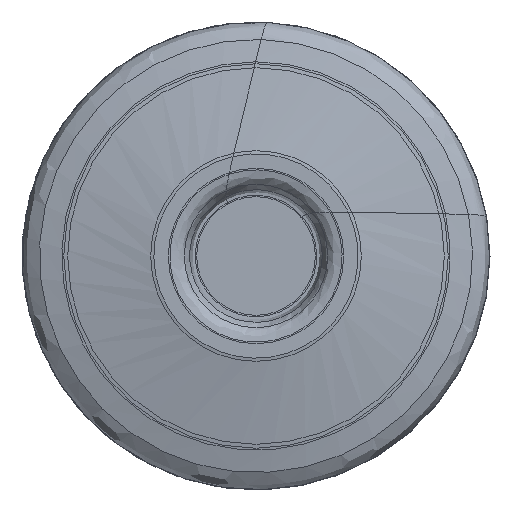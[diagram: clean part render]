
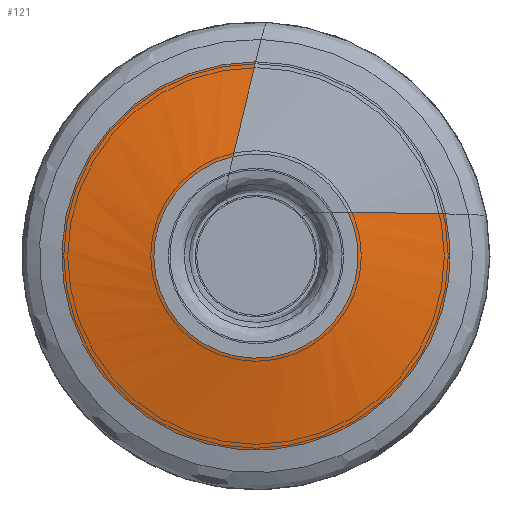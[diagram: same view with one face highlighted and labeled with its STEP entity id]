
A CAD part, left-side view. The second image highlights one B-rep face of the part: STEP entity #121.
In plain terms, the highlighted free-form (B-spline) face has degree [1, 3] with [2, 7] control points.
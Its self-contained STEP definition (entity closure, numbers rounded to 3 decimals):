
#121=ADVANCED_FACE('',(#199),#170,.F.);
#170=(
BOUNDED_SURFACE()
B_SPLINE_SURFACE(1,3,((#1131,#1132,#1133,#1134,#1135,#1136,#1137),(#1138,
#1139,#1140,#1141,#1142,#1143,#1144)),.UNSPECIFIED.,.F.,.F.,.F.)
B_SPLINE_SURFACE_WITH_KNOTS((2,2),(4,3,4),(0.,1.),(0.,0.5,1.),
 .UNSPECIFIED.)
GEOMETRIC_REPRESENTATION_ITEM()
RATIONAL_B_SPLINE_SURFACE(((1.,0.555,0.555,1.,0.555,
0.555,1.),(1.,0.555,0.555,1.,0.555,
0.555,1.)))
REPRESENTATION_ITEM('')
SURFACE()
);
#199=FACE_OUTER_BOUND('',#233,.T.);
#233=EDGE_LOOP('',(#383,#384,#385,#386));
#304=CIRCLE('',#702,3.493);
#305=CIRCLE('',#704,6.639);
#383=ORIENTED_EDGE('',*,*,#585,.F.);
#384=ORIENTED_EDGE('',*,*,#586,.T.);
#385=ORIENTED_EDGE('',*,*,#582,.T.);
#386=ORIENTED_EDGE('',*,*,#587,.T.);
#525=VERTEX_POINT('',#1121);
#526=VERTEX_POINT('',#1122);
#527=VERTEX_POINT('',#1127);
#528=VERTEX_POINT('',#1128);
#582=EDGE_CURVE('',#525,#526,#304,.T.);
#585=EDGE_CURVE('',#527,#528,#305,.T.);
#586=EDGE_CURVE('',#527,#525,#651,.T.);
#587=EDGE_CURVE('',#526,#528,#652,.T.);
#651=LINE('',#1129,#675);
#652=LINE('',#1130,#676);
#675=VECTOR('',#812,1.);
#676=VECTOR('',#813,1.);
#702=AXIS2_PLACEMENT_3D('',#1120,#804,#805);
#704=AXIS2_PLACEMENT_3D('',#1126,#810,#811);
#804=DIRECTION('',(1.,0.,0.));
#805=DIRECTION('',(0.,-0.903,0.429));
#810=DIRECTION('',(1.,0.,0.));
#811=DIRECTION('',(0.,-0.976,0.217));
#812=DIRECTION('',(-0.173,0.985,0.018));
#813=DIRECTION('',(0.173,-0.23,0.958));
#1120=CARTESIAN_POINT('',(0.,0.,0.));
#1121=CARTESIAN_POINT('',(0.,-3.155,1.5));
#1122=CARTESIAN_POINT('',(0.,0.786,3.404));
#1126=CARTESIAN_POINT('',(0.583,0.,0.));
#1127=CARTESIAN_POINT('',(0.583,-6.481,1.439));
#1128=CARTESIAN_POINT('',(0.583,0.01,6.639));
#1129=CARTESIAN_POINT('',(0.,-3.155,1.5));
#1130=CARTESIAN_POINT('',(0.,0.786,3.404));
#1131=CARTESIAN_POINT('',(0.,-3.155,1.5));
#1132=CARTESIAN_POINT('',(0.,-4.856,-2.077));
#1133=CARTESIAN_POINT('',(0.,-2.046,-4.868));
#1134=CARTESIAN_POINT('',(0.,1.52,-3.145));
#1135=CARTESIAN_POINT('',(0.,5.086,-1.423));
#1136=CARTESIAN_POINT('',(0.,4.645,2.513));
#1137=CARTESIAN_POINT('',(0.,0.786,3.404));
#1138=CARTESIAN_POINT('',(0.583,-6.481,1.439));
#1139=CARTESIAN_POINT('',(0.583,-8.112,-5.909));
#1140=CARTESIAN_POINT('',(0.583,-1.723,-9.887));
#1141=CARTESIAN_POINT('',(0.583,4.151,-5.181));
#1142=CARTESIAN_POINT('',(0.583,10.025,-0.475));
#1143=CARTESIAN_POINT('',(0.583,7.536,6.628));
#1144=CARTESIAN_POINT('',(0.583,0.01,6.639));
